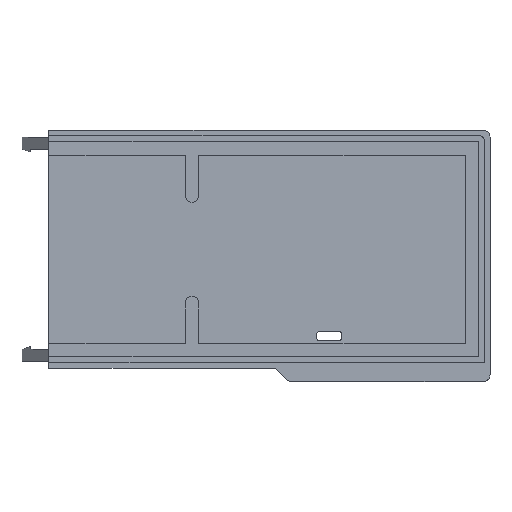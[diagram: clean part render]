
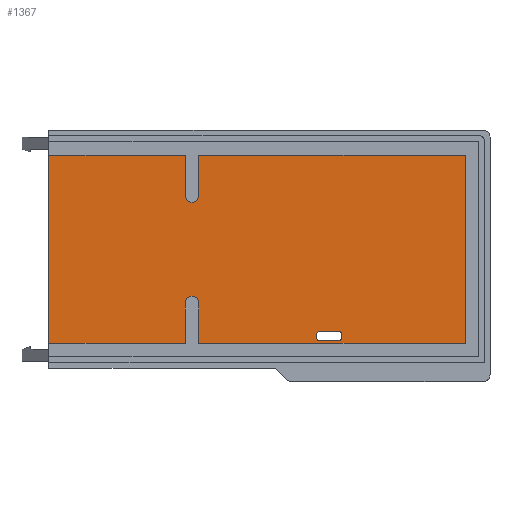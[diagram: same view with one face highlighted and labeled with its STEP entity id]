
A CAD part, top view. The second image highlights one B-rep face of the part: STEP entity #1367.
In plain terms, the highlighted planar face has unit normal (0, 0, 1).
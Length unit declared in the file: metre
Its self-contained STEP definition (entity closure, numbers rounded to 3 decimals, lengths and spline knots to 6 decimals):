
#23=CIRCLE('',#1454,0.0025);
#24=CIRCLE('',#1455,0.0025);
#25=CIRCLE('',#1456,0.001);
#26=CIRCLE('',#1457,0.001);
#27=CIRCLE('',#1458,0.001);
#28=CIRCLE('',#1459,0.001);
#89=ORIENTED_EDGE('',*,*,#490,.F.);
#90=ORIENTED_EDGE('',*,*,#491,.T.);
#91=ORIENTED_EDGE('',*,*,#492,.T.);
#92=ORIENTED_EDGE('',*,*,#493,.T.);
#93=ORIENTED_EDGE('',*,*,#494,.F.);
#94=ORIENTED_EDGE('',*,*,#495,.T.);
#95=ORIENTED_EDGE('',*,*,#496,.F.);
#96=ORIENTED_EDGE('',*,*,#497,.F.);
#97=ORIENTED_EDGE('',*,*,#498,.T.);
#98=ORIENTED_EDGE('',*,*,#499,.T.);
#99=ORIENTED_EDGE('',*,*,#500,.F.);
#100=ORIENTED_EDGE('',*,*,#501,.F.);
#101=ORIENTED_EDGE('',*,*,#502,.F.);
#102=ORIENTED_EDGE('',*,*,#503,.T.);
#103=ORIENTED_EDGE('',*,*,#504,.T.);
#104=ORIENTED_EDGE('',*,*,#505,.T.);
#105=ORIENTED_EDGE('',*,*,#506,.T.);
#106=ORIENTED_EDGE('',*,*,#507,.T.);
#107=ORIENTED_EDGE('',*,*,#508,.F.);
#108=ORIENTED_EDGE('',*,*,#509,.T.);
#490=EDGE_CURVE('',#690,#691,#825,.T.);
#491=EDGE_CURVE('',#690,#692,#826,.T.);
#492=EDGE_CURVE('',#692,#693,#827,.T.);
#493=EDGE_CURVE('',#693,#694,#23,.F.);
#494=EDGE_CURVE('',#695,#694,#828,.T.);
#495=EDGE_CURVE('',#695,#696,#829,.T.);
#496=EDGE_CURVE('',#697,#696,#830,.T.);
#497=EDGE_CURVE('',#698,#697,#831,.T.);
#498=EDGE_CURVE('',#698,#699,#832,.T.);
#499=EDGE_CURVE('',#699,#700,#24,.F.);
#500=EDGE_CURVE('',#701,#700,#833,.T.);
#501=EDGE_CURVE('',#691,#701,#834,.T.);
#502=EDGE_CURVE('',#702,#703,#835,.T.);
#503=EDGE_CURVE('',#702,#704,#25,.F.);
#504=EDGE_CURVE('',#704,#705,#836,.T.);
#505=EDGE_CURVE('',#705,#706,#26,.F.);
#506=EDGE_CURVE('',#706,#707,#837,.T.);
#507=EDGE_CURVE('',#707,#708,#27,.F.);
#508=EDGE_CURVE('',#709,#708,#838,.T.);
#509=EDGE_CURVE('',#709,#703,#28,.F.);
#690=VERTEX_POINT('',#2007);
#691=VERTEX_POINT('',#2008);
#692=VERTEX_POINT('',#2010);
#693=VERTEX_POINT('',#2012);
#694=VERTEX_POINT('',#2014);
#695=VERTEX_POINT('',#2016);
#696=VERTEX_POINT('',#2018);
#697=VERTEX_POINT('',#2020);
#698=VERTEX_POINT('',#2022);
#699=VERTEX_POINT('',#2024);
#700=VERTEX_POINT('',#2026);
#701=VERTEX_POINT('',#2028);
#702=VERTEX_POINT('',#2031);
#703=VERTEX_POINT('',#2032);
#704=VERTEX_POINT('',#2034);
#705=VERTEX_POINT('',#2036);
#706=VERTEX_POINT('',#2038);
#707=VERTEX_POINT('',#2040);
#708=VERTEX_POINT('',#2042);
#709=VERTEX_POINT('',#2044);
#825=LINE('',#2006,#1004);
#826=LINE('',#2009,#1005);
#827=LINE('',#2011,#1006);
#828=LINE('',#2015,#1007);
#829=LINE('',#2017,#1008);
#830=LINE('',#2019,#1009);
#831=LINE('',#2021,#1010);
#832=LINE('',#2023,#1011);
#833=LINE('',#2027,#1012);
#834=LINE('',#2029,#1013);
#835=LINE('',#2030,#1014);
#836=LINE('',#2035,#1015);
#837=LINE('',#2039,#1016);
#838=LINE('',#2043,#1017);
#1004=VECTOR('',#1602,1.);
#1005=VECTOR('',#1603,1.);
#1006=VECTOR('',#1604,1.);
#1007=VECTOR('',#1607,1.);
#1008=VECTOR('',#1608,1.);
#1009=VECTOR('',#1609,1.);
#1010=VECTOR('',#1610,1.);
#1011=VECTOR('',#1611,1.);
#1012=VECTOR('',#1614,1.);
#1013=VECTOR('',#1615,1.);
#1014=VECTOR('',#1616,1.);
#1015=VECTOR('',#1619,1.);
#1016=VECTOR('',#1622,1.);
#1017=VECTOR('',#1625,1.);
#1151=EDGE_LOOP('',(#89,#90,#91,#92,#93,#94,#95,#96,#97,#98,#99,#100));
#1152=EDGE_LOOP('',(#101,#102,#103,#104,#105,#106,#107,#108));
#1230=FACE_BOUND('',#1151,.T.);
#1231=FACE_BOUND('',#1152,.T.);
#1305=PLANE('',#1453);
#1367=ADVANCED_FACE('',(#1230,#1231),#1305,.T.);
#1453=AXIS2_PLACEMENT_3D('',#2005,#1600,#1601);
#1454=AXIS2_PLACEMENT_3D('',#2013,#1605,#1606);
#1455=AXIS2_PLACEMENT_3D('',#2025,#1612,#1613);
#1456=AXIS2_PLACEMENT_3D('',#2033,#1617,#1618);
#1457=AXIS2_PLACEMENT_3D('',#2037,#1620,#1621);
#1458=AXIS2_PLACEMENT_3D('',#2041,#1623,#1624);
#1459=AXIS2_PLACEMENT_3D('',#2045,#1626,#1627);
#1600=DIRECTION('',(0.,0.,1.));
#1601=DIRECTION('',(1.,0.,0.));
#1602=DIRECTION('',(0.,1.,0.));
#1603=DIRECTION('',(1.,0.,0.));
#1604=DIRECTION('',(0.,1.,0.));
#1605=DIRECTION('',(0.,0.,1.));
#1606=DIRECTION('',(1.,0.,0.));
#1607=DIRECTION('',(0.,1.,0.));
#1608=DIRECTION('',(1.,0.,0.));
#1609=DIRECTION('',(0.,-1.,0.));
#1610=DIRECTION('',(1.,0.,0.));
#1611=DIRECTION('',(0.,-1.,0.));
#1612=DIRECTION('',(0.,0.,1.));
#1613=DIRECTION('',(1.,0.,0.));
#1614=DIRECTION('',(0.,-1.,0.));
#1615=DIRECTION('',(1.,0.,0.));
#1616=DIRECTION('',(0.,-1.,0.));
#1617=DIRECTION('',(0.,0.,1.));
#1618=DIRECTION('',(1.,0.,0.));
#1619=DIRECTION('',(1.,0.,0.));
#1620=DIRECTION('',(0.,0.,1.));
#1621=DIRECTION('',(1.,0.,0.));
#1622=DIRECTION('',(0.,-1.,0.));
#1623=DIRECTION('',(0.,0.,1.));
#1624=DIRECTION('',(1.,0.,0.));
#1625=DIRECTION('',(1.,0.,0.));
#1626=DIRECTION('',(0.,0.,1.));
#1627=DIRECTION('',(1.,0.,0.));
#2005=CARTESIAN_POINT('',(0.,0.,-0.028));
#2006=CARTESIAN_POINT('',(0.,0.,-0.028));
#2007=CARTESIAN_POINT('',(0.,-0.035,-0.028));
#2008=CARTESIAN_POINT('',(0.,0.035,-0.028));
#2009=CARTESIAN_POINT('',(0.,-0.035,-0.028));
#2010=CARTESIAN_POINT('',(0.050833,-0.035,-0.028));
#2011=CARTESIAN_POINT('',(0.050833,-0.030625,-0.028));
#2012=CARTESIAN_POINT('',(0.050833,-0.02,-0.028));
#2013=CARTESIAN_POINT('',(0.053333,-0.02,-0.028));
#2014=CARTESIAN_POINT('',(0.055833,-0.02,-0.028));
#2015=CARTESIAN_POINT('',(0.055833,-0.02625,-0.028));
#2016=CARTESIAN_POINT('',(0.055833,-0.035,-0.028));
#2017=CARTESIAN_POINT('',(0.,-0.035,-0.028));
#2018=CARTESIAN_POINT('',(0.155,-0.035,-0.028));
#2019=CARTESIAN_POINT('',(0.155,0.,-0.028));
#2020=CARTESIAN_POINT('',(0.155,0.035,-0.028));
#2021=CARTESIAN_POINT('',(0.,0.035,-0.028));
#2022=CARTESIAN_POINT('',(0.055833,0.035,-0.028));
#2023=CARTESIAN_POINT('',(0.055833,0.02625,-0.028));
#2024=CARTESIAN_POINT('',(0.055833,0.02,-0.028));
#2025=CARTESIAN_POINT('',(0.053333,0.02,-0.028));
#2026=CARTESIAN_POINT('',(0.050833,0.02,-0.028));
#2027=CARTESIAN_POINT('',(0.050833,0.030625,-0.028));
#2028=CARTESIAN_POINT('',(0.050833,0.035,-0.028));
#2029=CARTESIAN_POINT('',(0.,0.035,-0.028));
#2030=CARTESIAN_POINT('',(0.09975,-0.032275,-0.028));
#2031=CARTESIAN_POINT('',(0.09975,-0.03155,-0.028));
#2032=CARTESIAN_POINT('',(0.09975,-0.033,-0.028));
#2033=CARTESIAN_POINT('',(0.10075,-0.03155,-0.028));
#2034=CARTESIAN_POINT('',(0.10075,-0.03055,-0.028));
#2035=CARTESIAN_POINT('',(0.104375,-0.03055,-0.028));
#2036=CARTESIAN_POINT('',(0.108,-0.03055,-0.028));
#2037=CARTESIAN_POINT('',(0.108,-0.03155,-0.028));
#2038=CARTESIAN_POINT('',(0.109,-0.03155,-0.028));
#2039=CARTESIAN_POINT('',(0.109,-0.032275,-0.028));
#2040=CARTESIAN_POINT('',(0.109,-0.033,-0.028));
#2041=CARTESIAN_POINT('',(0.108,-0.033,-0.028));
#2042=CARTESIAN_POINT('',(0.108,-0.034,-0.028));
#2043=CARTESIAN_POINT('',(0.104375,-0.034,-0.028));
#2044=CARTESIAN_POINT('',(0.10075,-0.034,-0.028));
#2045=CARTESIAN_POINT('',(0.10075,-0.033,-0.028));
